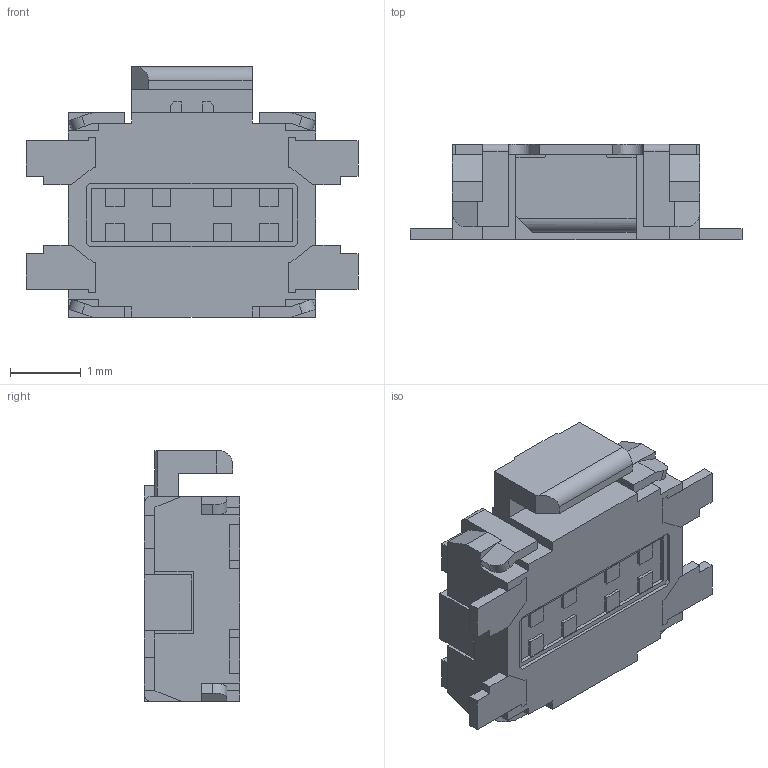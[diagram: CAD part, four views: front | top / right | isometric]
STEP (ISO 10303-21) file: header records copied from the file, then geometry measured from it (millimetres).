
FILE_DESCRIPTION (( 'STEP AP214' ), '1' );
FILE_NAME ('EVQ-P7A01P.STEP', '2022-06-14T13:48:01', ( '' ), ( '' ), 'SwSTEP 2.0', 'SolidWorks 2018', '' );
FILE_SCHEMA (( 'AUTOMOTIVE_DESIGN' ));
Length unit declared in the file: millimetre
Products named in the file (1): EVQ-P7A01P
Bounding box: 4.7 x 1.35 x 3.55 mm (x, y, z)
Volume: 13.5 mm3; surface area: 78.3 mm2
Topology: 6 solids, 6 shells, 305 faces, 856 edges, 566 vertices
Faces by surface type: plane 292, cylinder 13
Entity records: 13053 total; most frequent: CARTESIAN_POINT 1755, ORIENTED_EDGE 1712, DIRECTION 1476, EDGE_CURVE 856, VECTOR 830, LINE 830, VERTEX_POINT 566, AXIS2_PLACEMENT_3D 323
